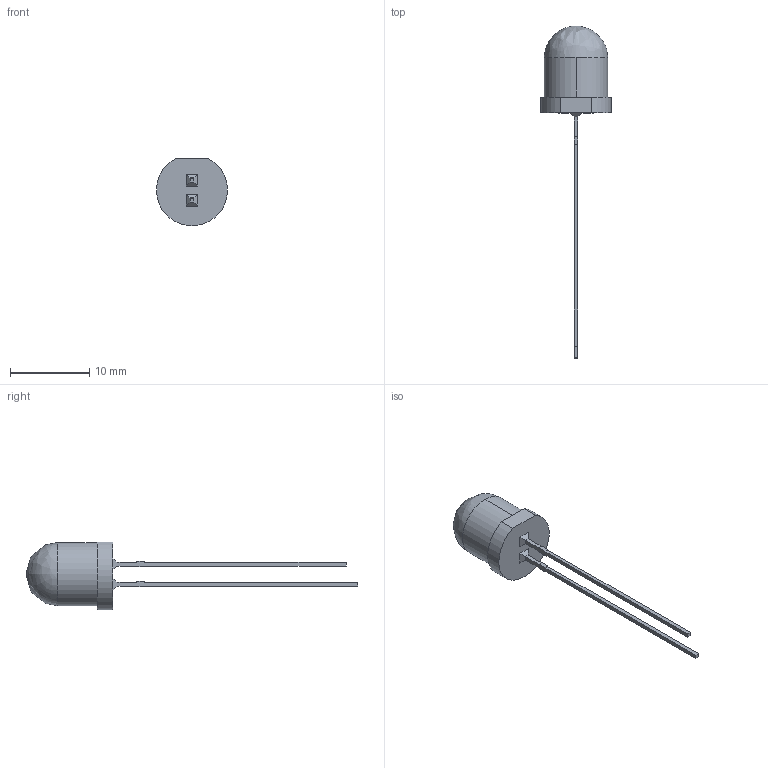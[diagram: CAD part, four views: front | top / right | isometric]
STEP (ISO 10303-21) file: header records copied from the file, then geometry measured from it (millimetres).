
FILE_DESCRIPTION (( 'STEP AP214' ), '1' );
FILE_NAME ('FCCC2E9D-23C0-4CA6-8D8F-34ADE08DC5C7.STEP', '2022-11-15T09:14:35', ( '' ), ( '' ), 'SwSTEP 2.0', 'SolidWorks 2022', '' );
FILE_SCHEMA (( 'AUTOMOTIVE_DESIGN' ));
Length unit declared in the file: millimetre
Products named in the file (1): FCCC2E9D-23C0-4CA6-8D8F-34ADE08DC5C7
Bounding box: 8.98 x 42 x 8.53 mm (x, y, z)
Volume: 526.2 mm3; surface area: 478.7 mm2
Topology: 1 solids, 1 shells, 42 faces, 107 edges, 68 vertices
Faces by surface type: plane 37, cylinder 4, bspline 1
Entity records: 1738 total; most frequent: CARTESIAN_POINT 231, ORIENTED_EDGE 210, DIRECTION 199, EDGE_CURVE 105, LINE 95, VECTOR 95, VERTEX_POINT 68, AXIS2_PLACEMENT_3D 52
